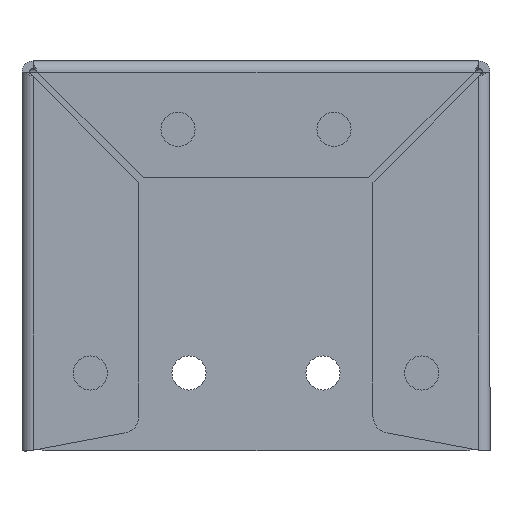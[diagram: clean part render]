
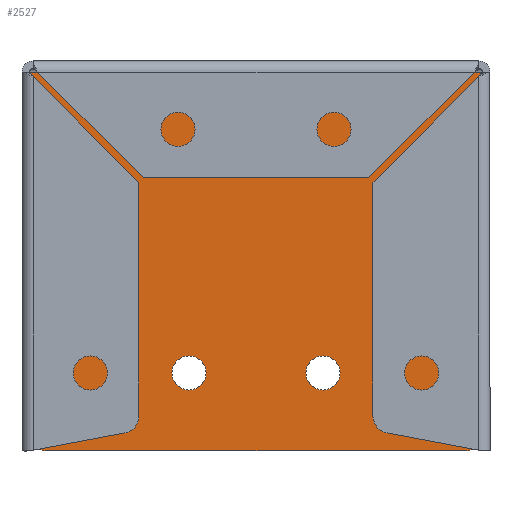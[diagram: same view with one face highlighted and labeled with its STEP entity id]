
A CAD part, front view. The second image highlights one B-rep face of the part: STEP entity #2527.
In plain terms, the highlighted planar face has unit normal (0, -1, 0).
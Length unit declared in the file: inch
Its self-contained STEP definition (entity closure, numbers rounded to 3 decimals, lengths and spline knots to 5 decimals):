
#13 = FACE_BOUND ( 'NONE', #941, .T. ) ;
#14 = DIRECTION ( 'NONE',  ( 0., 0., 1. ) ) ;
#22 = CARTESIAN_POINT ( 'NONE',  ( 0.143, 17.81, 4.91447 ) ) ;
#39 = DIRECTION ( 'NONE',  ( -1., 0., 0. ) ) ;
#43 = ORIENTED_EDGE ( 'NONE', *, *, #335, .F. ) ;
#52 = PLANE ( 'NONE',  #852 ) ;
#70 = ORIENTED_EDGE ( 'NONE', *, *, #1214, .F. ) ;
#112 = CIRCLE ( 'NONE', #1484, 0.22 ) ;
#116 = CARTESIAN_POINT ( 'NONE',  ( 2.141, 17.81, 0.78197 ) ) ;
#123 = EDGE_CURVE ( 'NONE', #1546, #2245, #1280, .T. ) ;
#189 = VECTOR ( 'NONE', #228, 39.37008 ) ;
#224 = CARTESIAN_POINT ( 'NONE',  ( 0.143, 17.81, 0.00047 ) ) ;
#228 = DIRECTION ( 'NONE',  ( 0., 0., 1. ) ) ;
#235 = EDGE_CURVE ( 'NONE', #2195, #2390, #1988, .T. ) ;
#241 = CARTESIAN_POINT ( 'NONE',  ( 3., 17.81, 3.78197 ) ) ;
#245 = ORIENTED_EDGE ( 'NONE', *, *, #123, .F. ) ;
#258 = VERTEX_POINT ( 'NONE', #241 ) ;
#310 = EDGE_CURVE ( 'NONE', #2376, #1628, #2219, .T. ) ;
#335 = EDGE_CURVE ( 'NONE', #258, #2020, #1798, .T. ) ;
#350 = VECTOR ( 'NONE', #491, 39.37008 ) ;
#399 = DIRECTION ( 'NONE',  ( 0., 0., -1. ) ) ;
#431 = CARTESIAN_POINT ( 'NONE',  ( 0.09508, 17.81, 0.22047 ) ) ;
#445 = EDGE_CURVE ( 'NONE', #1705, #2195, #1008, .T. ) ;
#447 = CIRCLE ( 'NONE', #525, 0.2185 ) ;
#491 = DIRECTION ( 'NONE',  ( -1., 0., 0. ) ) ;
#525 = AXIS2_PLACEMENT_3D ( 'NONE', #773, #1307, #745 ) ;
#532 = EDGE_LOOP ( 'NONE', ( #1997, #1688, #2010, #2402, #1405, #1786 ) ) ;
#557 = CARTESIAN_POINT ( 'NONE',  ( 5.68492, 17.81, 0.22047 ) ) ;
#588 = CARTESIAN_POINT ( 'NONE',  ( 0.31508, 17.81, 0.22047 ) ) ;
#591 = CARTESIAN_POINT ( 'NONE',  ( 3.859, 17.81, 1.00047 ) ) ;
#614 = DIRECTION ( 'NONE',  ( 0., 0., -1. ) ) ;
#626 = FACE_BOUND ( 'NONE', #834, .T. ) ;
#631 = DIRECTION ( 'NONE',  ( 0., -1., 0. ) ) ;
#633 = VECTOR ( 'NONE', #14, 39.37008 ) ;
#638 = VECTOR ( 'NONE', #39, 39.37008 ) ;
#641 = CARTESIAN_POINT ( 'NONE',  ( 3.859, 17.81, 1.21897 ) ) ;
#660 = ORIENTED_EDGE ( 'NONE', *, *, #952, .F. ) ;
#745 = DIRECTION ( 'NONE',  ( 0., 0., -1. ) ) ;
#760 = CARTESIAN_POINT ( 'NONE',  ( 5.90492, 17.81, 0.22047 ) ) ;
#763 = CARTESIAN_POINT ( 'NONE',  ( 2.141, 17.81, 1.00047 ) ) ;
#767 = AXIS2_PLACEMENT_3D ( 'NONE', #2168, #1151, #1917 ) ;
#773 = CARTESIAN_POINT ( 'NONE',  ( 3., 17.81, 4.00047 ) ) ;
#775 = CARTESIAN_POINT ( 'NONE',  ( 0.09508, 17.81, 4.857 ) ) ;
#809 = CARTESIAN_POINT ( 'NONE',  ( 3.859, 17.81, 1.00047 ) ) ;
#834 = EDGE_LOOP ( 'NONE', ( #43, #2055 ) ) ;
#852 = AXIS2_PLACEMENT_3D ( 'NONE', #22, #1383, #1810 ) ;
#893 = AXIS2_PLACEMENT_3D ( 'NONE', #557, #1352, #1906 ) ;
#941 = EDGE_LOOP ( 'NONE', ( #70, #245 ) ) ;
#949 = LINE ( 'NONE', #1947, #633 ) ;
#952 = EDGE_CURVE ( 'NONE', #1628, #2376, #1034, .T. ) ;
#957 = VERTEX_POINT ( 'NONE', #431 ) ;
#984 = EDGE_CURVE ( 'NONE', #957, #1713, #949, .T. ) ;
#1008 = CIRCLE ( 'NONE', #893, 0.22 ) ;
#1021 = LINE ( 'NONE', #2224, #350 ) ;
#1034 = CIRCLE ( 'NONE', #1561, 0.2185 ) ;
#1070 = DIRECTION ( 'NONE',  ( 0., 0., -1. ) ) ;
#1086 = CARTESIAN_POINT ( 'NONE',  ( 0.31508, 17.81, 0.00047 ) ) ;
#1105 = ORIENTED_EDGE ( 'NONE', *, *, #310, .F. ) ;
#1145 = DIRECTION ( 'NONE',  ( 1., 0., 0. ) ) ;
#1151 = DIRECTION ( 'NONE',  ( 0., -1., 0. ) ) ;
#1173 = VERTEX_POINT ( 'NONE', #1861 ) ;
#1178 = EDGE_CURVE ( 'NONE', #1705, #1173, #1594, .T. ) ;
#1195 = AXIS2_PLACEMENT_3D ( 'NONE', #809, #631, #1070 ) ;
#1214 = EDGE_CURVE ( 'NONE', #2245, #1546, #1608, .T. ) ;
#1224 = FACE_BOUND ( 'NONE', #1506, .T. ) ;
#1258 = EDGE_CURVE ( 'NONE', #1173, #1713, #1021, .T. ) ;
#1280 = CIRCLE ( 'NONE', #2068, 0.2185 ) ;
#1307 = DIRECTION ( 'NONE',  ( 0., -1., 0. ) ) ;
#1317 = DIRECTION ( 'NONE',  ( 0., -1., 0. ) ) ;
#1352 = DIRECTION ( 'NONE',  ( 0., 1., 0. ) ) ;
#1363 = EDGE_CURVE ( 'NONE', #2390, #957, #112, .T. ) ;
#1383 = DIRECTION ( 'NONE',  ( 0., 1., 0. ) ) ;
#1405 = ORIENTED_EDGE ( 'NONE', *, *, #1363, .F. ) ;
#1484 = AXIS2_PLACEMENT_3D ( 'NONE', #588, #1525, #1145 ) ;
#1506 = EDGE_LOOP ( 'NONE', ( #1105, #660 ) ) ;
#1514 = DIRECTION ( 'NONE',  ( 0., 0., -1. ) ) ;
#1525 = DIRECTION ( 'NONE',  ( 0., 1., 0. ) ) ;
#1546 = VERTEX_POINT ( 'NONE', #641 ) ;
#1554 = CARTESIAN_POINT ( 'NONE',  ( 5.68492, 17.81, 0.00047 ) ) ;
#1561 = AXIS2_PLACEMENT_3D ( 'NONE', #763, #2143, #614 ) ;
#1568 = CARTESIAN_POINT ( 'NONE',  ( 5.90492, 17.81, 44.37008 ) ) ;
#1594 = LINE ( 'NONE', #1568, #189 ) ;
#1608 = CIRCLE ( 'NONE', #1195, 0.2185 ) ;
#1628 = VERTEX_POINT ( 'NONE', #1659 ) ;
#1648 = CARTESIAN_POINT ( 'NONE',  ( 3.859, 17.81, 0.78197 ) ) ;
#1659 = CARTESIAN_POINT ( 'NONE',  ( 2.141, 17.81, 1.21897 ) ) ;
#1688 = ORIENTED_EDGE ( 'NONE', *, *, #1178, .T. ) ;
#1705 = VERTEX_POINT ( 'NONE', #760 ) ;
#1713 = VERTEX_POINT ( 'NONE', #775 ) ;
#1729 = CARTESIAN_POINT ( 'NONE',  ( 3., 17.81, 4.00047 ) ) ;
#1786 = ORIENTED_EDGE ( 'NONE', *, *, #235, .F. ) ;
#1798 = CIRCLE ( 'NONE', #2128, 0.2185 ) ;
#1810 = DIRECTION ( 'NONE',  ( 0., 0., 1. ) ) ;
#1861 = CARTESIAN_POINT ( 'NONE',  ( 5.90492, 17.81, 4.857 ) ) ;
#1906 = DIRECTION ( 'NONE',  ( 0., 0., 1. ) ) ;
#1917 = DIRECTION ( 'NONE',  ( 0., 0., -1. ) ) ;
#1947 = CARTESIAN_POINT ( 'NONE',  ( 0.09508, 17.81, 44.37008 ) ) ;
#1988 = LINE ( 'NONE', #224, #638 ) ;
#1997 = ORIENTED_EDGE ( 'NONE', *, *, #445, .F. ) ;
#2010 = ORIENTED_EDGE ( 'NONE', *, *, #1258, .T. ) ;
#2011 = EDGE_CURVE ( 'NONE', #2020, #258, #447, .T. ) ;
#2020 = VERTEX_POINT ( 'NONE', #2101 ) ;
#2055 = ORIENTED_EDGE ( 'NONE', *, *, #2011, .F. ) ;
#2068 = AXIS2_PLACEMENT_3D ( 'NONE', #591, #2343, #1514 ) ;
#2101 = CARTESIAN_POINT ( 'NONE',  ( 3., 17.81, 4.21897 ) ) ;
#2128 = AXIS2_PLACEMENT_3D ( 'NONE', #1729, #1317, #399 ) ;
#2143 = DIRECTION ( 'NONE',  ( 0., -1., 0. ) ) ;
#2168 = CARTESIAN_POINT ( 'NONE',  ( 2.141, 17.81, 1.00047 ) ) ;
#2195 = VERTEX_POINT ( 'NONE', #1554 ) ;
#2219 = CIRCLE ( 'NONE', #767, 0.2185 ) ;
#2224 = CARTESIAN_POINT ( 'NONE',  ( 0.143, 17.81, 4.857 ) ) ;
#2245 = VERTEX_POINT ( 'NONE', #1648 ) ;
#2343 = DIRECTION ( 'NONE',  ( 0., -1., 0. ) ) ;
#2376 = VERTEX_POINT ( 'NONE', #116 ) ;
#2379 = FACE_OUTER_BOUND ( 'NONE', #532, .T. ) ;
#2390 = VERTEX_POINT ( 'NONE', #1086 ) ;
#2402 = ORIENTED_EDGE ( 'NONE', *, *, #984, .F. ) ;
#2527 = ADVANCED_FACE ( 'NONE', ( #2379, #1224, #13, #626 ), #52, .F. ) ;
